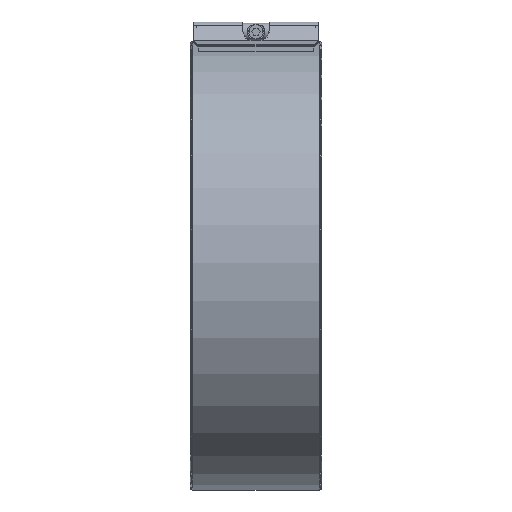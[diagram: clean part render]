
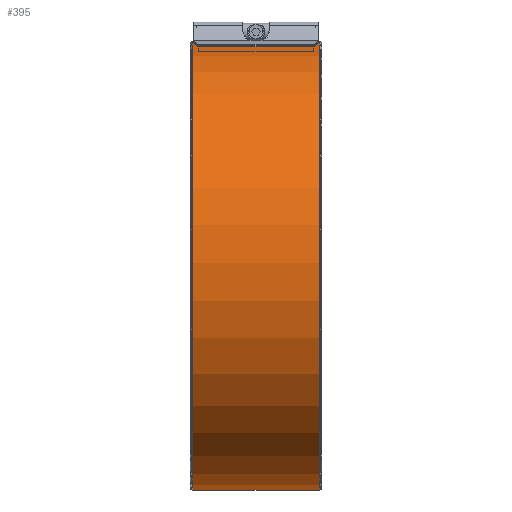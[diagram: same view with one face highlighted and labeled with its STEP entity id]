
A CAD part, front view. The second image highlights one B-rep face of the part: STEP entity #395.
In plain terms, the highlighted cylindrical face has radius 154 mm (diameter 308 mm), a partial arc.
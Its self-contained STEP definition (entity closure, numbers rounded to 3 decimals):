
#120=ELLIPSE('',#2513,308.,154.);
#121=ELLIPSE('',#2515,308.,154.);
#228=FACE_OUTER_BOUND('',#1070,.T.);
#311=CYLINDRICAL_SURFACE('',#2516,154.);
#395=ADVANCED_FACE('',(#228),#311,.T.);
#631=LINE('',#3783,#821);
#632=LINE('',#3787,#822);
#821=VECTOR('',#2971,1.);
#822=VECTOR('',#2974,1.);
#1070=EDGE_LOOP('',(#1428,#1429,#1430,#1431,#1432,#1433));
#1428=ORIENTED_EDGE('',*,*,#2137,.F.);
#1429=ORIENTED_EDGE('',*,*,#2138,.T.);
#1430=ORIENTED_EDGE('',*,*,#2134,.F.);
#1431=ORIENTED_EDGE('',*,*,#2139,.T.);
#1432=ORIENTED_EDGE('',*,*,#2140,.T.);
#1433=ORIENTED_EDGE('',*,*,#2141,.F.);
#1886=VERTEX_POINT('',#3757);
#1887=VERTEX_POINT('',#3758);
#1888=VERTEX_POINT('',#3784);
#1889=VERTEX_POINT('',#3785);
#1890=VERTEX_POINT('',#3788);
#1891=VERTEX_POINT('',#3790);
#2134=EDGE_CURVE('',#1886,#1887,#2346,.T.);
#2137=EDGE_CURVE('',#1888,#1889,#631,.T.);
#2138=EDGE_CURVE('',#1888,#1887,#120,.T.);
#2139=EDGE_CURVE('',#1886,#1890,#632,.T.);
#2140=EDGE_CURVE('',#1890,#1891,#2348,.T.);
#2141=EDGE_CURVE('',#1889,#1891,#121,.T.);
#2346=CIRCLE('',#2510,154.);
#2348=CIRCLE('',#2514,154.);
#2510=AXIS2_PLACEMENT_3D('',#3756,#2965,#2966);
#2513=AXIS2_PLACEMENT_3D('',#3786,#2972,#2973);
#2514=AXIS2_PLACEMENT_3D('',#3789,#2975,#2976);
#2515=AXIS2_PLACEMENT_3D('',#3791,#2977,#2978);
#2516=AXIS2_PLACEMENT_3D('',#3792,#2979,#2980);
#2965=DIRECTION('',(-1.,0.,0.));
#2966=DIRECTION('',(0.,0.,1.));
#2971=DIRECTION('',(1.,0.,0.));
#2972=DIRECTION('',(0.5,-0.866,0.));
#2973=DIRECTION('',(-0.866,-0.5,0.));
#2974=DIRECTION('',(1.,0.,0.));
#2975=DIRECTION('',(-1.,0.,0.));
#2976=DIRECTION('',(0.,0.,1.));
#2977=DIRECTION('',(0.5,0.866,0.));
#2978=DIRECTION('',(-0.866,0.5,0.));
#2979=DIRECTION('',(-1.,0.,0.));
#2980=DIRECTION('',(0.,0.,1.));
#3756=CARTESIAN_POINT('',(-43.45,0.,0.));
#3757=CARTESIAN_POINT('',(-43.45,15.083,153.26));
#3758=CARTESIAN_POINT('',(-43.45,-2.425,153.981));
#3783=CARTESIAN_POINT('',(-43.45,0.,154.));
#3784=CARTESIAN_POINT('',(-39.25,0.,154.));
#3785=CARTESIAN_POINT('',(39.25,0.,154.));
#3786=CARTESIAN_POINT('',(-39.25,0.,0.));
#3787=CARTESIAN_POINT('',(-43.45,15.083,153.26));
#3788=CARTESIAN_POINT('',(43.45,15.083,153.26));
#3789=CARTESIAN_POINT('',(43.45,0.,0.));
#3790=CARTESIAN_POINT('',(43.45,-2.425,153.981));
#3791=CARTESIAN_POINT('',(39.25,0.,0.));
#3792=CARTESIAN_POINT('',(0.,0.,0.));
